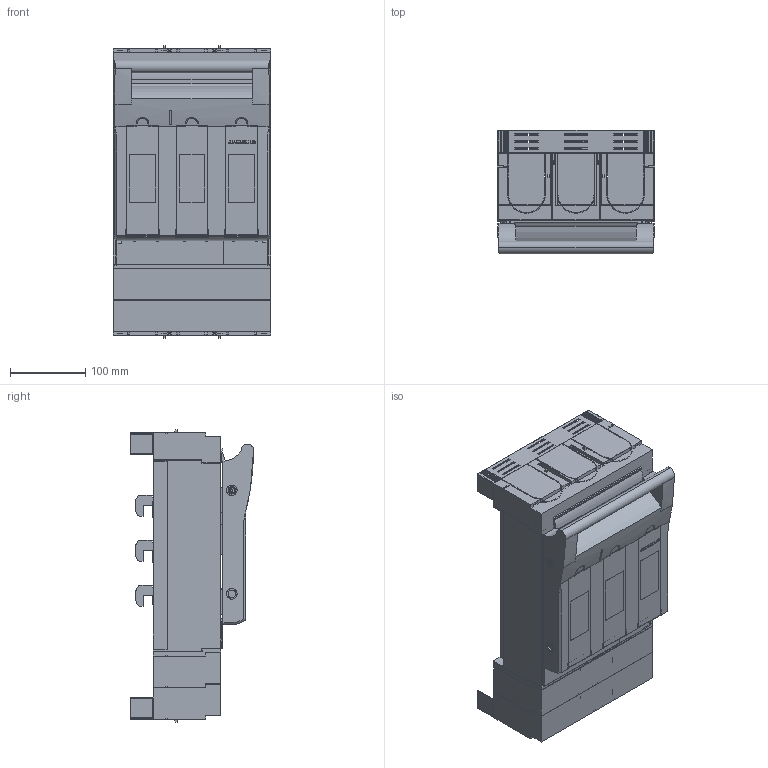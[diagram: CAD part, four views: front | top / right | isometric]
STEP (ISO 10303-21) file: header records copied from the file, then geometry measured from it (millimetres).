
FILE_DESCRIPTION(('CATIA V5 STEP'),'2;1');
FILE_NAME('T0795_10_NH-Sicherungslasttrennschalter-KETO-2-3_60_Ao_P2_EST.stp','2019-02-14T10:52:36+00:00',('none'),('Jean Müller GmbH'),'CATIA Version 5 Release 19 SP 9 (IN-10)','CATIA V5 STEP AP214','none');
FILE_SCHEMA(('AUTOMOTIVE_DESIGN { 1 0 10303 214 1 1 1 1 }'));
Products named in the file (23): T0795_10_NH-Sicherungslasttrennschalter-KETO-2-3/60/Ao/P2/EST; T0584_KETO-2-3/60; 34204_L_Frontplatte Gr2_3-polig; 34236_L01_Schutzabdeckung oben Gr2_3-polig; 34237_L_Schutzabdeckung unten Gr2_3-polig; 34208_L01_Scheibe Gr1; 158643_L_Anschlussschiene L2 Tr Gr2; 158644_L_Anschlussschiene L3 Tr Gr2; 34235_L_Trennergehaeuse Gr2_3-polig; 158641_Anschlusslasche Gr. 2; 5491_05_Klemmbuegel kpl; 34213_L_SK-Montagehaube; 158642_L_Anschlussschiene L1 Tr Gr2; 34208_L_Scheibe Gr.1; 34238_L_Anschlussraumabdeckung Gr2_3-polig; 34239_L_Umgreifschutzabdeckung Gr2_3-polig; 158641_L_Anschlusslasche Trenner KETO-2-3/F; P2_Klemme_Baugruppe; 70196_L_Klemmenteil P2; 66812_Federring DIN 127 A8; 65728_Sechskantschraube M8x45; 56427_Klemmenunterteil; 158640_L_NH-Kontakt-KETO-Groesse 2
Assembly tree (44 placements, depth 4):
  T0795_10_NH-Sicherungslasttrennschalter-KETO-2-3/60/Ao/P2/EST
    T0584_KETO-2-3/60
      34204_L_Frontplatte Gr2_3-polig
      34236_L01_Schutzabdeckung oben Gr2_3-polig
      34237_L_Schutzabdeckung unten Gr2_3-polig
      34208_L01_Scheibe Gr1
      158643_L_Anschlussschiene L2 Tr Gr2
      158644_L_Anschlussschiene L3 Tr Gr2
      34235_L_Trennergehaeuse Gr2_3-polig
      158641_Anschlusslasche Gr. 2  x3
      5491_05_Klemmbuegel kpl  x3
        34213_L_SK-Montagehaube
      158642_L_Anschlussschiene L1 Tr Gr2
      34208_L_Scheibe Gr.1  x2
    34238_L_Anschlussraumabdeckung Gr2_3-polig  x2
    34239_L_Umgreifschutzabdeckung Gr2_3-polig  x2
    158641_L_Anschlusslasche Trenner KETO-2-3/F  x3
    P2_Klemme_Baugruppe  x6
      70196_L_Klemmenteil P2
      66812_Federring DIN 127 A8
      65728_Sechskantschraube M8x45
      56427_Klemmenunterteil
    158640_L_NH-Kontakt-KETO-Groesse 2  x6
Bounding box: 210 x 164.65 x 390.1 mm (x, y, z)
Volume: 2918535.6 mm3; surface area: 1255739.8 mm2
Topology: 71 solids, 72 shells, 4127 faces, 11975 edges, 7837 vertices
Faces by surface type: plane 2819, cylinder 988, cone 153, bspline 91, sphere 64, extrusion 12
Entity records: 84328 total; most frequent: CARTESIAN_POINT 19613, ORIENTED_EDGE 14374, DIRECTION 9707, EDGE_CURVE 7187, VECTOR 5624, LINE 5622, VERTEX_POINT 4728, EDGE_LOOP 2607
